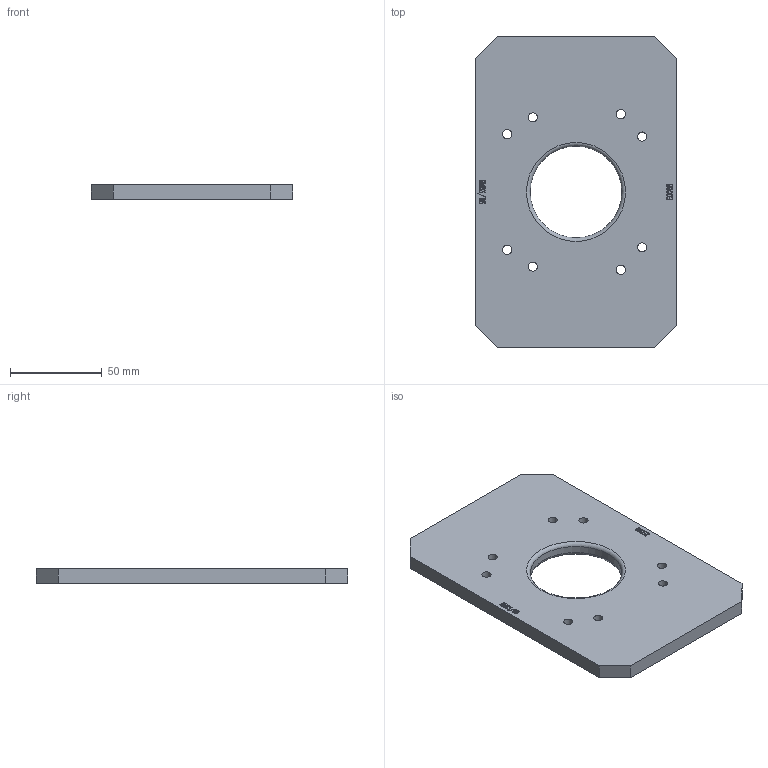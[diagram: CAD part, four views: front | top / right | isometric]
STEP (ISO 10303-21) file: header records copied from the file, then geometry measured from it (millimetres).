
FILE_DESCRIPTION (( 'STEP AP203' ), '1' );
FILE_NAME ('RMJ-P-18 便携板（V1.0.2）.STEP', '2023-10-25T10:47:42', ( '' ), ( '' ), 'SwSTEP 2.0', 'SolidWorks 2018', '' );
FILE_SCHEMA (( 'CONFIG_CONTROL_DESIGN' ));
Length unit declared in the file: millimetre
Products named in the file (1): RMJ-P-18 便携板（V1.0.2）
Bounding box: 110 x 170 x 8 mm (x, y, z)
Volume: 130056.8 mm3; surface area: 38835.6 mm2
Topology: 1 solids, 1 shells, 302 faces, 851 edges, 568 vertices
Faces by surface type: plane 157, bspline 134, cylinder 9, torus 2
Full cylindrical faces by diameter (mm): 5 x8, 50 x1
Entity records: 16173 total; most frequent: CARTESIAN_POINT 9221, ORIENTED_EDGE 1672, DIRECTION 926, EDGE_CURVE 836, VERTEX_POINT 564, LINE 548, VECTOR 548, EDGE_LOOP 348
